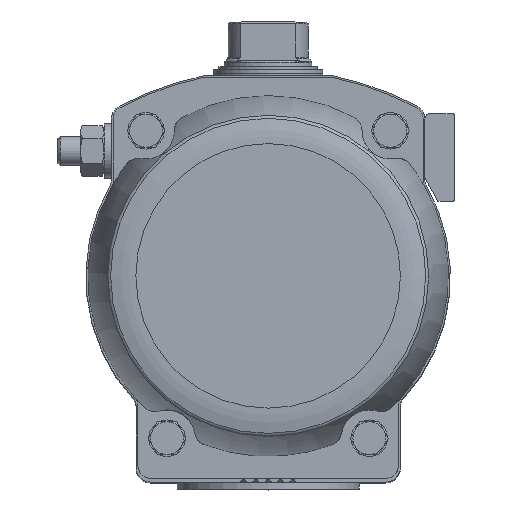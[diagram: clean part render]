
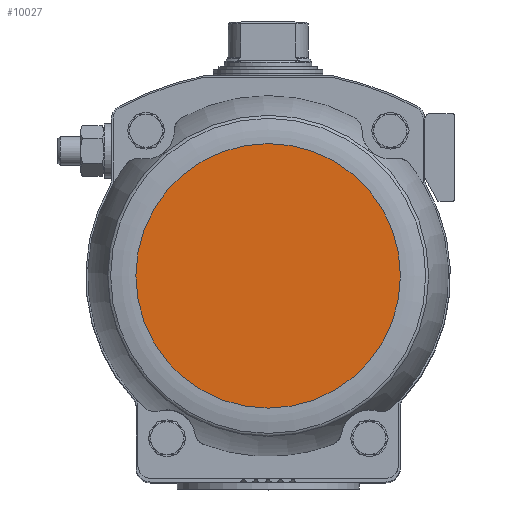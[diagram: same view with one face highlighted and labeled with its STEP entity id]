
A CAD part, top view. The second image highlights one B-rep face of the part: STEP entity #10027.
In plain terms, the highlighted planar face has unit normal (0, 0, 1).
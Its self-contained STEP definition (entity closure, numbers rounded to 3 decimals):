
#393=PLANE('',#11069);
#3400=ORIENTED_EDGE('',*,*,#5593,.T.);
#5593=EDGE_CURVE('',#6833,#6833,#7550,.T.);
#6833=VERTEX_POINT('',#16921);
#7550=CIRCLE('',#11068,72.59);
#8199=EDGE_LOOP('',(#3400));
#9086=FACE_BOUND('',#8199,.T.);
#10027=ADVANCED_FACE('',(#9086),#393,.F.);
#11068=AXIS2_PLACEMENT_3D('',#16920,#13237,#13238);
#11069=AXIS2_PLACEMENT_3D('',#16922,#13239,#13240);
#13237=DIRECTION('',(0.,0.,1.));
#13238=DIRECTION('',(1.,0.,0.));
#13239=DIRECTION('',(0.,0.,-1.));
#13240=DIRECTION('',(-1.,0.,0.));
#16920=CARTESIAN_POINT('',(0.,0.,234.8));
#16921=CARTESIAN_POINT('',(72.59,0.,234.8));
#16922=CARTESIAN_POINT('',(72.59,0.,234.8));
